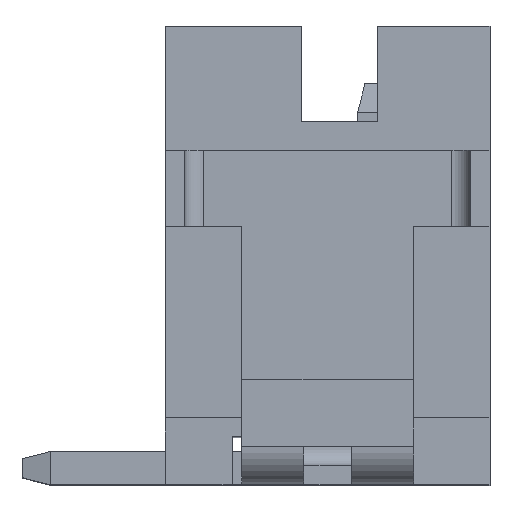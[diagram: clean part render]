
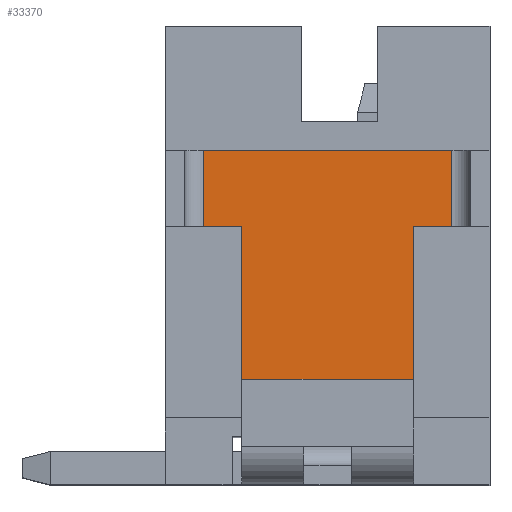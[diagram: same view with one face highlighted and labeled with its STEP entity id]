
A CAD part, top view. The second image highlights one B-rep face of the part: STEP entity #33370.
In plain terms, the highlighted planar face has unit normal (0, 0, 1).
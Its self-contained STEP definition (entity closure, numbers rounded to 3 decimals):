
#27640=CARTESIAN_POINT('',(0.783,1.47,6.65));
#27650=VERTEX_POINT('',#27640);
#27680=CARTESIAN_POINT('',(0.783,1.47,6.65));
#27690=DIRECTION('',(-1.,0.,0.));
#27700=VECTOR('',#27690,1.);
#27710=LINE('',#27680,#27700);
#27720=CARTESIAN_POINT('',(-1.817,1.47,6.65));
#27730=VERTEX_POINT('',#27720);
#27740=EDGE_CURVE('',#27650,#27730,#27710,.T.);
#28690=CARTESIAN_POINT('',(0.783,0.67,6.65))
;
#28700=VERTEX_POINT('',#28690);
#28730=CARTESIAN_POINT('',(0.783,1.47,6.65))
;
#28740=DIRECTION('',(0.,-1.,0.));
#28750=VECTOR('',#28740,1.);
#28760=LINE('',#28730,#28750);
#28770=EDGE_CURVE('',#27650,#28700,#28760,.T.);
#29170=CARTESIAN_POINT('',(0.683,0.67,6.65));
#29180=VERTEX_POINT('',#29170);
#29210=CARTESIAN_POINT('',(0.783,0.67,6.65));
#29220=DIRECTION('',(-1.,0.,0.));
#29230=VECTOR('',#29220,1.);
#29240=LINE('',#29210,#29230);
#29250=EDGE_CURVE('',#28700,#29180,#29240,.T.);
#30970=CARTESIAN_POINT('',(0.483,-1.03,6.65));
#30980=VERTEX_POINT('',#30970);
#31010=CARTESIAN_POINT('',(0.469,-0.83,6.65));
#31020=DIRECTION('',(0.,0.,1.));
#31030=DIRECTION('',(0.071,-0.998,0.));
#31040=AXIS2_PLACEMENT_3D('',#31010,#31020,#31030);
#31050=CIRCLE('',#31040,0.2);
#31060=CARTESIAN_POINT('',(0.665,-0.87,6.65));
#31070=VERTEX_POINT('',#31060);
#31080=EDGE_CURVE('',#30980,#31070,#31050,.T.);
#31310=CARTESIAN_POINT('',(0.383,-1.03,6.65));
#31320=VERTEX_POINT('',#31310);
#31350=CARTESIAN_POINT('',(0.383,-1.03,6.65));
#31360=DIRECTION('',(1.,0.,0.));
#31370=VECTOR('',#31360,1.);
#31380=LINE('',#31350,#31370);
#31390=EDGE_CURVE('',#31320,#30980,#31380,.T.);
#31440=CARTESIAN_POINT('',(-2.217,1.47,6.65));
#31450=DIRECTION('',(0.,0.,-1.));
#31460=DIRECTION('',(0.,1.,0.));
#31470=AXIS2_PLACEMENT_3D('',#31440,#31450,#31460);
#31480=PLANE('',#31470);
#31490=CARTESIAN_POINT('',(-1.517,-1.03,6.65));
#31500=DIRECTION('',(1.,0.,0.));
#31510=VECTOR('',#31500,1.);
#31520=LINE('',#31490,#31510);
#31530=CARTESIAN_POINT('',(-1.517,-1.03,6.65));
#31540=VERTEX_POINT('',#31530);
#31550=CARTESIAN_POINT('',(-1.417,-1.03,6.65));
#31560=VERTEX_POINT('',#31550);
#31570=EDGE_CURVE('',#31540,#31560,#31520,.T.);
#31580=ORIENTED_EDGE('',*,*,#31570,.T.);
#31590=CARTESIAN_POINT('',(-1.503,-0.83,6.65));
#31600=DIRECTION('',(0.,0.,1.));
#31610=DIRECTION('',(-0.981,-0.196,0.));
#31620=AXIS2_PLACEMENT_3D('',#31590,#31600,#31610);
#31630=CIRCLE('',#31620,0.2);
#31640=CARTESIAN_POINT('',(-1.699,-0.87,6.65));
#31650=VERTEX_POINT('',#31640);
#31660=EDGE_CURVE('',#31650,#31540,#31630,.T.);
#31670=ORIENTED_EDGE('',*,*,#31660,.T.);
#31680=CARTESIAN_POINT('',(-1.717,-0.78,6.65));
#31690=DIRECTION('',(0.196,-0.981,0.));
#31700=VECTOR('',#31690,1.);
#31710=LINE('',#31680,#31700);
#31720=CARTESIAN_POINT('',(-1.717,-0.78,6.65));
#31730=VERTEX_POINT('',#31720);
#31740=EDGE_CURVE('',#31730,#31650,#31710,.T.);
#31750=ORIENTED_EDGE('',*,*,#31740,.T.);
#31760=CARTESIAN_POINT('',(-1.717,-0.78,6.65));
#31770=DIRECTION('',(0.,1.,0.));
#31780=VECTOR('',#31770,1.);
#31790=LINE('',#31760,#31780);
#31800=CARTESIAN_POINT('',(-1.717,-0.53,6.65));
#31810=VERTEX_POINT('',#31800);
#31820=EDGE_CURVE('',#31730,#31810,#31790,.T.);
#31830=ORIENTED_EDGE('',*,*,#31820,.F.);
#31840=CARTESIAN_POINT('',(-1.667,-0.53,6.65));
#31850=DIRECTION('',(-1.,0.,0.));
#31860=VECTOR('',#31850,1.);
#31870=LINE('',#31840,#31860);
#31880=CARTESIAN_POINT('',(-1.667,-0.53,6.65));
#31890=VERTEX_POINT('',#31880);
#31900=EDGE_CURVE('',#31890,#31810,#31870,.T.);
#31910=ORIENTED_EDGE('',*,*,#31900,.T.);
#31920=CARTESIAN_POINT('',(-1.717,-0.364,6.65));
#31930=DIRECTION('',(0.287,-0.958,0.));
#31940=VECTOR('',#31930,1.);
#31950=LINE('',#31920,#31940);
#31960=CARTESIAN_POINT('',(-1.717,-0.364,6.65));
#31970=VERTEX_POINT('',#31960);
#31980=EDGE_CURVE('',#31970,#31890,#31950,.T.);
#31990=ORIENTED_EDGE('',*,*,#31980,.T.);
#32000=CARTESIAN_POINT('',(-1.717,-0.364,6.65));
#32010=DIRECTION('',(0.,1.,0.));
#32020=VECTOR('',#32010,1.);
#32030=LINE('',#32000,#32020);
#32040=CARTESIAN_POINT('',(-1.717,-0.03,6.65));
#32050=VERTEX_POINT('',#32040);
#32060=EDGE_CURVE('',#31970,#32050,#32030,.T.);
#32070=ORIENTED_EDGE('',*,*,#32060,.F.);
#32080=CARTESIAN_POINT('',(-1.667,-0.03,6.65));
#32090=DIRECTION('',(-1.,0.,0.));
#32100=VECTOR('',#32090,1.);
#32110=LINE('',#32080,#32100);
#32120=CARTESIAN_POINT('',(-1.667,-0.03,6.65));
#32130=VERTEX_POINT('',#32120);
#32140=EDGE_CURVE('',#32130,#32050,#32110,.T.);
#32150=ORIENTED_EDGE('',*,*,#32140,.T.);
#32160=CARTESIAN_POINT('',(-1.667,0.67,6.65));
#32170=DIRECTION('',(0.,-1.,0.));
#32180=VECTOR('',#32170,1.);
#32190=LINE('',#32160,#32180);
#32200=CARTESIAN_POINT('',(-1.667,0.67,6.65));
#32210=VERTEX_POINT('',#32200);
#32220=EDGE_CURVE('',#32210,#32130,#32190,.T.);
#32230=ORIENTED_EDGE('',*,*,#32220,.T.);
#32240=CARTESIAN_POINT('',(-1.667,0.67,6.65));
#32250=DIRECTION('',(-1.,0.,0.));
#32260=VECTOR('',#32250,1.);
#32270=LINE('',#32240,#32260);
#32280=CARTESIAN_POINT('',(-1.717,0.67,6.65));
#32290=VERTEX_POINT('',#32280);
#32300=EDGE_CURVE('',#32210,#32290,#32270,.T.);
#32310=ORIENTED_EDGE('',*,*,#32300,.F.);
#32320=CARTESIAN_POINT('',(-1.717,0.67,6.65));
#32330=DIRECTION('',(-1.,0.,0.));
#32340=VECTOR('',#32330,1.);
#32350=LINE('',#32320,#32340);
#32360=CARTESIAN_POINT('',(-1.817,0.67,6.65))
;
#32370=VERTEX_POINT('',#32360);
#32380=EDGE_CURVE('',#32290,#32370,#32350,.T.);
#32390=ORIENTED_EDGE('',*,*,#32380,.F.);
#32400=CARTESIAN_POINT('',(-1.817,0.67,6.65));
#32410=DIRECTION('',(0.,1.,0.));
#32420=VECTOR('',#32410,1.);
#32430=LINE('',#32400,#32420);
#32440=EDGE_CURVE('',#32370,#27730,#32430,.T.);
#32450=ORIENTED_EDGE('',*,*,#32440,.F.);
#32460=ORIENTED_EDGE('',*,*,#27740,.T.);
#32470=ORIENTED_EDGE('',*,*,#28770,.F.);
#32480=ORIENTED_EDGE('',*,*,#29250,.F.);
#32490=CARTESIAN_POINT('',(0.683,0.67,6.65));
#32500=DIRECTION('',(-1.,0.,0.));
#32510=VECTOR('',#32500,1.);
#32520=LINE('',#32490,#32510);
#32530=CARTESIAN_POINT('',(0.633,0.67,6.65));
#32540=VERTEX_POINT('',#32530);
#32550=EDGE_CURVE('',#29180,#32540,#32520,.T.);
#32560=ORIENTED_EDGE('',*,*,#32550,.F.);
#32570=CARTESIAN_POINT('',(0.633,-0.03,6.65));
#32580=DIRECTION('',(0.,1.,0.));
#32590=VECTOR('',#32580,1.);
#32600=LINE('',#32570,#32590);
#32610=CARTESIAN_POINT('',(0.633,-0.03,6.65));
#32620=VERTEX_POINT('',#32610);
#32630=EDGE_CURVE('',#32620,#32540,#32600,.T.);
#32640=ORIENTED_EDGE('',*,*,#32630,.T.);
#32650=CARTESIAN_POINT('',(0.683,-0.03,6.65));
#32660=DIRECTION('',(-1.,0.,0.));
#32670=VECTOR('',#32660,1.);
#32680=LINE('',#32650,#32670);
#32690=CARTESIAN_POINT('',(0.683,-0.03,6.65));
#32700=VERTEX_POINT('',#32690);
#32710=EDGE_CURVE('',#32700,#32620,#32680,.T.);
#32720=ORIENTED_EDGE('',*,*,#32710,.T.);
#32730=CARTESIAN_POINT('',(0.683,-0.03,6.65));
#32740=DIRECTION('',(0.,-1.,0.));
#32750=VECTOR('',#32740,1.);
#32760=LINE('',#32730,#32750);
#32770=CARTESIAN_POINT('',(0.683,-0.364,6.65));
#32780=VERTEX_POINT('',#32770);
#32790=EDGE_CURVE('',#32700,#32780,#32760,.T.);
#32800=ORIENTED_EDGE('',*,*,#32790,.F.);
#32810=CARTESIAN_POINT('',(0.633,-0.53,6.65));
#32820=DIRECTION('',(0.287,0.958,0.));
#32830=VECTOR('',#32820,1.);
#32840=LINE('',#32810,#32830);
#32850=CARTESIAN_POINT('',(0.633,-0.53,6.65));
#32860=VERTEX_POINT('',#32850);
#32870=EDGE_CURVE('',#32860,#32780,#32840,.T.);
#32880=ORIENTED_EDGE('',*,*,#32870,.T.);
#32890=CARTESIAN_POINT('',(0.683,-0.53,6.65));
#32900=DIRECTION('',(-1.,0.,0.));
#32910=VECTOR('',#32900,1.);
#32920=LINE('',#32890,#32910);
#32930=CARTESIAN_POINT('',(0.683,-0.53,6.65));
#32940=VERTEX_POINT('',#32930);
#32950=EDGE_CURVE('',#32940,#32860,#32920,.T.);
#32960=ORIENTED_EDGE('',*,*,#32950,.T.);
#32970=CARTESIAN_POINT('',(0.683,-0.53,6.65));
#32980=DIRECTION('',(0.,-1.,0.));
#32990=VECTOR('',#32980,1.);
#33000=LINE('',#32970,#32990);
#33010=CARTESIAN_POINT('',(0.683,-0.78,6.65));
#33020=VERTEX_POINT('',#33010);
#33030=EDGE_CURVE('',#32940,#33020,#33000,.T.);
#33040=ORIENTED_EDGE('',*,*,#33030,.F.);
#33050=CARTESIAN_POINT('',(0.665,-0.87,6.65));
#33060=DIRECTION('',(0.196,0.981,0.));
#33070=VECTOR('',#33060,1.);
#33080=LINE('',#33050,#33070);
#33090=EDGE_CURVE('',#31070,#33020,#33080,.T.);
#33100=ORIENTED_EDGE('',*,*,#33090,.T.);
#33110=ORIENTED_EDGE('',*,*,#31080,.T.);
#33120=ORIENTED_EDGE('',*,*,#31390,.T.);
#33130=CARTESIAN_POINT('',(0.383,-1.63,6.65));
#33140=DIRECTION('',(0.,1.,0.));
#33150=VECTOR('',#33140,1.);
#33160=LINE('',#33130,#33150);
#33170=CARTESIAN_POINT('',(0.383,-1.63,6.65)
);
#33180=VERTEX_POINT('',#33170);
#33190=EDGE_CURVE('',#33180,#31320,#33160,.T.);
#33200=ORIENTED_EDGE('',*,*,#33190,.T.);
#33210=CARTESIAN_POINT('',(0.383,-1.63,6.65)
);
#33220=DIRECTION('',(-1.,0.,0.));
#33230=VECTOR('',#33220,1.);
#33240=LINE('',#33210,#33230);
#33250=CARTESIAN_POINT('',(-1.417,-1.63,6.65)
);
#33260=VERTEX_POINT('',#33250);
#33270=EDGE_CURVE('',#33180,#33260,#33240,.T.);
#33280=ORIENTED_EDGE('',*,*,#33270,.F.);
#33290=CARTESIAN_POINT('',(-1.417,-1.03,6.65));
#33300=DIRECTION('',(0.,-1.,0.));
#33310=VECTOR('',#33300,1.);
#33320=LINE('',#33290,#33310);
#33330=EDGE_CURVE('',#31560,#33260,#33320,.T.);
#33340=ORIENTED_EDGE('',*,*,#33330,.T.);
#33350=EDGE_LOOP('',(#33340,#33280,#33200,#33120,#33110,#33100,#33040,
#32960,#32880,#32800,#32720,#32640,#32560,#32480,#32470,#32460,#32450,
#32390,#32310,#32230,#32150,#32070,#31990,#31910,#31830,#31750,#31670,
#31580));
#33360=FACE_OUTER_BOUND('',#33350,.T.);
#33370=ADVANCED_FACE('',(#33360),#31480,.F.);
